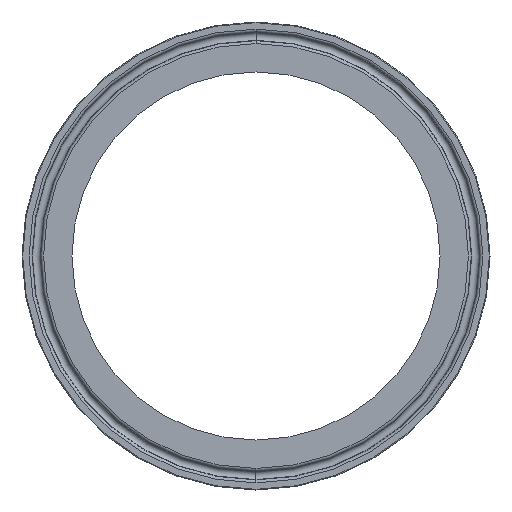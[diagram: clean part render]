
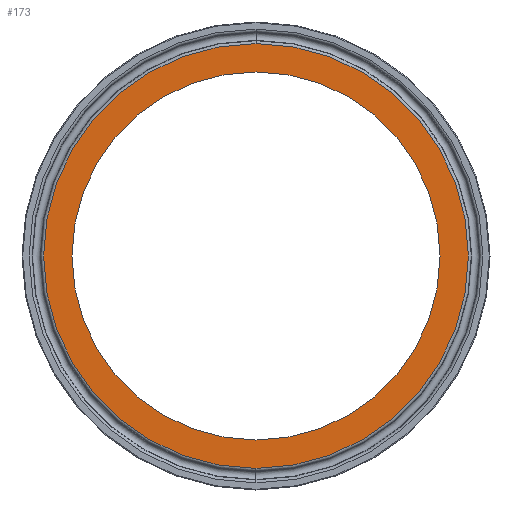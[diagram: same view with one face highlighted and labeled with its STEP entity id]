
A CAD part, left-side view. The second image highlights one B-rep face of the part: STEP entity #173.
In plain terms, the highlighted planar face has unit normal (-1, 0, 0).
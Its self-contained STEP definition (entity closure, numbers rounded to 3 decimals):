
#9 = CARTESIAN_POINT ( 'NONE',  ( 0., 0., 0. ) ) ;
#16 = DIRECTION ( 'NONE',  ( -1., 0., 0. ) ) ;
#47 = DIRECTION ( 'NONE',  ( 0., 0., 1. ) ) ;
#62 = DIRECTION ( 'NONE',  ( 0., 0., 1. ) ) ;
#83 = CARTESIAN_POINT ( 'NONE',  ( 0., 58.997, 0. ) ) ;
#151 = DIRECTION ( 'NONE',  ( 1., 0., 0. ) ) ;
#164 = AXIS2_PLACEMENT_3D ( 'NONE', #688, #751, #47 ) ;
#173 = ADVANCED_FACE ( 'NONE', ( #267, #210 ), #450, .F. ) ;
#192 = CIRCLE ( 'NONE', #620, 58.997 ) ;
#208 = ORIENTED_EDGE ( 'NONE', *, *, #305, .F. ) ;
#210 = FACE_OUTER_BOUND ( 'NONE', #666, .T. ) ;
#212 = CARTESIAN_POINT ( 'NONE',  ( 0., 0., 58.997 ) ) ;
#213 = DIRECTION ( 'NONE',  ( 0., 0., -1. ) ) ;
#219 = DIRECTION ( 'NONE',  ( 0., 0., 1. ) ) ;
#220 = CARTESIAN_POINT ( 'NONE',  ( 0., 0., -51.13 ) ) ;
#229 = CIRCLE ( 'NONE', #650, 58.997 ) ;
#243 = AXIS2_PLACEMENT_3D ( 'NONE', #9, #246, #595 ) ;
#246 = DIRECTION ( 'NONE',  ( -1., 0., 0. ) ) ;
#247 = VERTEX_POINT ( 'NONE', #220 ) ;
#254 = DIRECTION ( 'NONE',  ( -1., 0., 0. ) ) ;
#267 = FACE_BOUND ( 'NONE', #289, .T. ) ;
#289 = EDGE_LOOP ( 'NONE', ( #208, #752 ) ) ;
#296 = ORIENTED_EDGE ( 'NONE', *, *, #415, .T. ) ;
#305 = EDGE_CURVE ( 'NONE', #643, #247, #494, .T. ) ;
#351 = VERTEX_POINT ( 'NONE', #721 ) ;
#366 = CARTESIAN_POINT ( 'NONE',  ( 0., 0., 0. ) ) ;
#409 = VERTEX_POINT ( 'NONE', #212 ) ;
#415 = EDGE_CURVE ( 'NONE', #409, #351, #192, .T. ) ;
#450 = PLANE ( 'NONE',  #586 ) ;
#485 = CARTESIAN_POINT ( 'NONE',  ( 0., 0., 0. ) ) ;
#494 = CIRCLE ( 'NONE', #164, 51.13 ) ;
#503 = EDGE_CURVE ( 'NONE', #351, #409, #229, .T. ) ;
#528 = EDGE_CURVE ( 'NONE', #247, #643, #622, .T. ) ;
#586 = AXIS2_PLACEMENT_3D ( 'NONE', #83, #151, #213 ) ;
#595 = DIRECTION ( 'NONE',  ( 0., 0., 1. ) ) ;
#620 = AXIS2_PLACEMENT_3D ( 'NONE', #485, #16, #219 ) ;
#622 = CIRCLE ( 'NONE', #243, 51.13 ) ;
#643 = VERTEX_POINT ( 'NONE', #732 ) ;
#650 = AXIS2_PLACEMENT_3D ( 'NONE', #366, #254, #62 ) ;
#666 = EDGE_LOOP ( 'NONE', ( #296, #689 ) ) ;
#688 = CARTESIAN_POINT ( 'NONE',  ( 0., 0., 0. ) ) ;
#689 = ORIENTED_EDGE ( 'NONE', *, *, #503, .T. ) ;
#721 = CARTESIAN_POINT ( 'NONE',  ( 0., 0., -58.997 ) ) ;
#732 = CARTESIAN_POINT ( 'NONE',  ( 0., 0., 51.13 ) ) ;
#751 = DIRECTION ( 'NONE',  ( -1., 0., 0. ) ) ;
#752 = ORIENTED_EDGE ( 'NONE', *, *, #528, .F. ) ;
